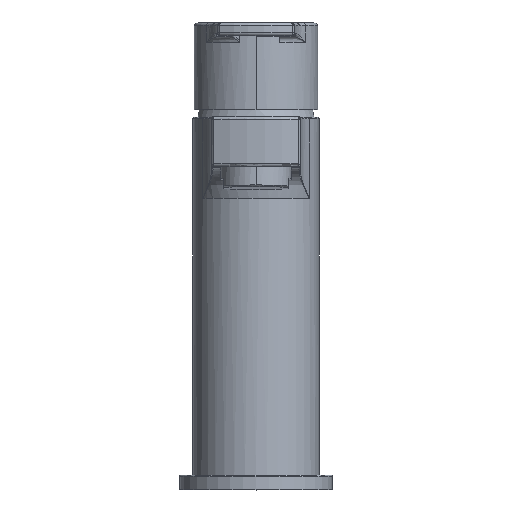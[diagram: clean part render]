
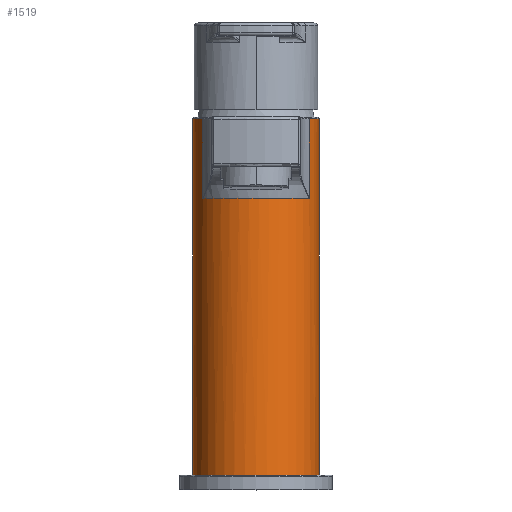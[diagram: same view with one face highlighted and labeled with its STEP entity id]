
A CAD part, top view. The second image highlights one B-rep face of the part: STEP entity #1519.
In plain terms, the highlighted cylindrical face has radius 21.4 mm (diameter 42.8 mm), a partial arc.
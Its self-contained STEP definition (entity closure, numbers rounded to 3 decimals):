
#73=DIRECTION('',(0.,1.,0.));
#74=VECTOR('',#73,121.);
#75=CARTESIAN_POINT('',(21.4,1.,0.));
#76=LINE('',#75,#74);
#87=CARTESIAN_POINT('',(0.,1.,0.));
#88=DIRECTION('',(0.,1.,0.));
#89=DIRECTION('',(-1.,0.,0.));
#90=AXIS2_PLACEMENT_3D('',#87,#88,#89);
#92=DIRECTION('',(0.,1.,0.));
#93=VECTOR('',#92,121.);
#94=CARTESIAN_POINT('',(-21.4,1.,0.));
#95=LINE('',#94,#93);
#96=CARTESIAN_POINT('',(0.,122.,0.));
#97=DIRECTION('',(0.,1.,0.));
#98=DIRECTION('',(-1.,0.,0.));
#99=AXIS2_PLACEMENT_3D('',#96,#97,#98);
#101=CARTESIAN_POINT('',(0.,122.,0.));
#102=DIRECTION('',(0.,1.,0.));
#103=DIRECTION('',(0.847,0.,0.531));
#104=AXIS2_PLACEMENT_3D('',#101,#102,#103);
#466=CARTESIAN_POINT('',(18.131,95.,11.367));
#486=CARTESIAN_POINT('',(18.131,95.,11.367));
#487=CARTESIAN_POINT('',(17.992,95.,11.589));
#488=CARTESIAN_POINT('',(17.705,95.,12.028));
#489=CARTESIAN_POINT('',(17.251,95.,12.671));
#490=CARTESIAN_POINT('',(16.774,95.,13.296));
#491=CARTESIAN_POINT('',(16.274,95.,13.904));
#492=CARTESIAN_POINT('',(15.752,95.,14.492));
#493=CARTESIAN_POINT('',(15.209,95.,15.061));
#494=CARTESIAN_POINT('',(14.645,95.,15.61));
#495=CARTESIAN_POINT('',(14.062,95.,16.138));
#496=CARTESIAN_POINT('',(13.459,95.,16.644));
#497=CARTESIAN_POINT('',(12.839,95.,17.127));
#498=CARTESIAN_POINT('',(12.2,95.,17.587));
#499=CARTESIAN_POINT('',(11.546,95.,18.024));
#500=CARTESIAN_POINT('',(10.876,95.,18.436));
#501=CARTESIAN_POINT('',(10.191,95.,18.823));
#502=CARTESIAN_POINT('',(9.492,95.,19.185));
#503=CARTESIAN_POINT('',(8.781,95.,19.521));
#504=CARTESIAN_POINT('',(8.058,95.,19.83));
#505=CARTESIAN_POINT('',(7.323,95.,20.113));
#506=CARTESIAN_POINT('',(6.579,95.,20.369));
#507=CARTESIAN_POINT('',(5.826,95.,20.597));
#508=CARTESIAN_POINT('',(5.066,95.,20.797));
#509=CARTESIAN_POINT('',(4.298,95.,20.969));
#510=CARTESIAN_POINT('',(3.524,95.,21.113));
#511=CARTESIAN_POINT('',(2.746,95.,21.228));
#512=CARTESIAN_POINT('',(1.964,95.,21.315));
#513=CARTESIAN_POINT('',(1.18,95.,21.372));
#514=CARTESIAN_POINT('',(0.393,95.,21.401));
#515=CARTESIAN_POINT('',(-0.393,95.,21.401));
#516=CARTESIAN_POINT('',(-1.18,95.,21.372));
#517=CARTESIAN_POINT('',(-1.964,95.,21.315));
#518=CARTESIAN_POINT('',(-2.746,95.,21.228));
#519=CARTESIAN_POINT('',(-3.524,95.,21.113));
#520=CARTESIAN_POINT('',(-4.298,95.,20.969));
#521=CARTESIAN_POINT('',(-5.065,95.,20.797));
#522=CARTESIAN_POINT('',(-5.826,95.,20.597));
#523=CARTESIAN_POINT('',(-6.579,95.,20.369));
#524=CARTESIAN_POINT('',(-7.323,95.,20.113));
#525=CARTESIAN_POINT('',(-8.058,95.,19.83));
#526=CARTESIAN_POINT('',(-8.781,95.,19.521));
#527=CARTESIAN_POINT('',(-9.492,95.,19.185));
#528=CARTESIAN_POINT('',(-10.191,95.,18.823));
#529=CARTESIAN_POINT('',(-10.876,95.,18.436));
#530=CARTESIAN_POINT('',(-11.546,95.,18.024));
#531=CARTESIAN_POINT('',(-12.2,95.,17.587));
#532=CARTESIAN_POINT('',(-12.838,95.,17.127));
#533=CARTESIAN_POINT('',(-13.459,95.,16.644));
#534=CARTESIAN_POINT('',(-14.062,95.,16.138));
#535=CARTESIAN_POINT('',(-14.645,95.,15.61));
#536=CARTESIAN_POINT('',(-15.209,95.,15.062));
#537=CARTESIAN_POINT('',(-15.752,95.,14.492));
#538=CARTESIAN_POINT('',(-16.274,95.,13.904));
#539=CARTESIAN_POINT('',(-16.774,95.,13.296));
#540=CARTESIAN_POINT('',(-17.251,95.,12.671));
#541=CARTESIAN_POINT('',(-17.705,95.,12.028));
#542=CARTESIAN_POINT('',(-17.992,95.,11.589));
#543=CARTESIAN_POINT('',(-18.131,95.,11.367));
#569=CARTESIAN_POINT('',(-18.131,95.,11.367));
#571=DIRECTION('',(0.,1.,0.));
#572=VECTOR('',#571,27.);
#573=CARTESIAN_POINT('',(-18.131,95.,11.367));
#574=LINE('',#573,#572);
#788=DIRECTION('',(0.,-1.,0.));
#789=VECTOR('',#788,27.);
#790=CARTESIAN_POINT('',(18.131,122.,11.367));
#791=LINE('',#790,#789);
#1210=VERTEX_POINT('',#569);
#1218=VERTEX_POINT('',#466);
#1239=CARTESIAN_POINT('',(18.131,122.,11.367));
#1240=VERTEX_POINT('',#1239);
#1249=CARTESIAN_POINT('',(-18.131,122.,11.367));
#1250=VERTEX_POINT('',#1249);
#1257=CARTESIAN_POINT('',(-21.4,122.,0.));
#1258=VERTEX_POINT('',#1257);
#1259=CARTESIAN_POINT('',(21.4,122.,0.));
#1260=VERTEX_POINT('',#1259);
#1316=CARTESIAN_POINT('',(21.4,1.,0.));
#1317=CARTESIAN_POINT('',(-21.4,1.,0.));
#1318=VERTEX_POINT('',#1316);
#1319=VERTEX_POINT('',#1317);
#1499=CARTESIAN_POINT('',(0.,0.,0.));
#1500=DIRECTION('',(0.,1.,0.));
#1501=DIRECTION('',(1.,0.,0.));
#1502=AXIS2_PLACEMENT_3D('',#1499,#1500,#1501);
#1503=CYLINDRICAL_SURFACE('',#1502,21.4);
#1504=ORIENTED_EDGE('',*,*,#1397,.F.);
#1505=ORIENTED_EDGE('',*,*,#1475,.T.);
#1507=ORIENTED_EDGE('',*,*,#1506,.T.);
#1509=ORIENTED_EDGE('',*,*,#1508,.F.);
#1511=ORIENTED_EDGE('',*,*,#1510,.F.);
#1513=ORIENTED_EDGE('',*,*,#1512,.F.);
#1515=ORIENTED_EDGE('',*,*,#1514,.T.);
#1516=ORIENTED_EDGE('',*,*,#1471,.F.);
#1517=EDGE_LOOP('',(#1504,#1505,#1507,#1509,#1511,#1513,#1515,#1516));
#1518=FACE_OUTER_BOUND('',#1517,.F.);
#1519=ADVANCED_FACE('',(#1518),#1503,.T.);
#91=CIRCLE('',#90,21.4);
#100=CIRCLE('',#99,21.4);
#105=CIRCLE('',#104,21.4);
#544=B_SPLINE_CURVE_WITH_KNOTS('',3,(#486,#487,#488,#489,#490,#491,#492,#493,
#494,#495,#496,#497,#498,#499,#500,#501,#502,#503,#504,#505,#506,#507,#508,#509,
#510,#511,#512,#513,#514,#515,#516,#517,#518,#519,#520,#521,#522,#523,#524,#525,
#526,#527,#528,#529,#530,#531,#532,#533,#534,#535,#536,#537,#538,#539,#540,#541,
#542,#543),.UNSPECIFIED.,.F.,.F.,(4,1,1,1,1,1,1,1,1,1,1,1,1,1,1,1,1,1,1,1,1,1,1,
1,1,1,1,1,1,1,1,1,1,1,1,1,1,1,1,1,1,1,1,1,1,1,1,1,1,1,1,1,1,1,1,4),(0.,
0.018,0.036,0.055,0.073,
0.091,0.109,0.127,0.145,
0.164,0.182,0.2,0.218,0.236,
0.255,0.273,0.291,0.309,
0.327,0.345,0.364,0.382,0.4,
0.418,0.436,0.455,0.473,
0.491,0.509,0.527,0.545,
0.564,0.582,0.6,0.618,0.636,
0.655,0.673,0.691,0.709,
0.727,0.745,0.764,0.782,0.8,
0.818,0.836,0.855,0.873,
0.891,0.909,0.927,0.945,
0.964,0.982,1.),.UNSPECIFIED.);
#1397=EDGE_CURVE('',#1319,#1318,#91,.T.);
#1471=EDGE_CURVE('',#1318,#1260,#76,.T.);
#1475=EDGE_CURVE('',#1319,#1258,#95,.T.);
#1506=EDGE_CURVE('',#1258,#1250,#100,.T.);
#1508=EDGE_CURVE('',#1210,#1250,#574,.T.);
#1510=EDGE_CURVE('',#1218,#1210,#544,.T.);
#1512=EDGE_CURVE('',#1240,#1218,#791,.T.);
#1514=EDGE_CURVE('',#1240,#1260,#105,.T.);
